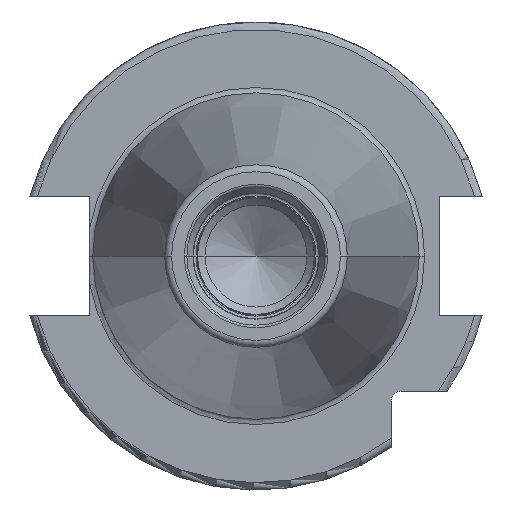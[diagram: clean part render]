
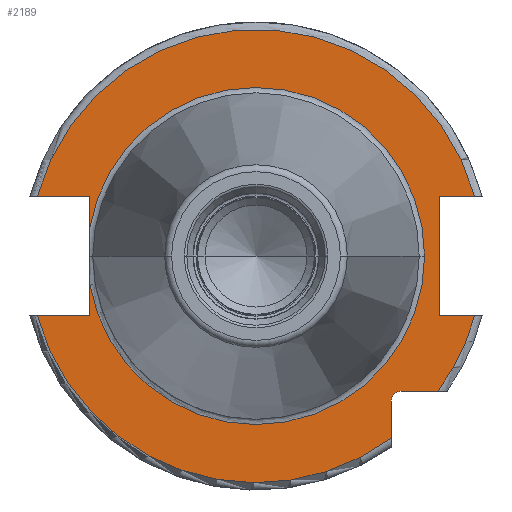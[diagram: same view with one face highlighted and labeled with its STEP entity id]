
A CAD part, left-side view. The second image highlights one B-rep face of the part: STEP entity #2189.
In plain terms, the highlighted planar face has unit normal (-1, 0, 0).
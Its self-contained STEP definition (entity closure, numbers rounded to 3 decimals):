
#117=CARTESIAN_POINT('',(3.2,0.,0.));
#118=DIRECTION('',(-1.,0.,0.));
#119=DIRECTION('',(0.,0.986,-0.168));
#120=AXIS2_PLACEMENT_3D('',#117,#118,#119);
#470=DIRECTION('',(0.,-1.,0.));
#471=VECTOR('',#470,4.99);
#472=CARTESIAN_POINT('',(3.2,-19.7,-18.35));
#473=LINE('',#472,#471);
#474=DIRECTION('',(0.,0.,1.));
#475=VECTOR('',#474,4.99);
#476=CARTESIAN_POINT('',(3.2,-18.35,-24.69));
#477=LINE('',#476,#475);
#478=CARTESIAN_POINT('',(3.2,0.,0.));
#479=DIRECTION('',(-1.,0.,0.));
#480=DIRECTION('',(0.,0.965,-0.263));
#481=AXIS2_PLACEMENT_3D('',#478,#479,#480);
#483=DIRECTION('',(0.,-1.,0.));
#484=VECTOR('',#483,7.127);
#485=CARTESIAN_POINT('',(3.2,29.677,-8.1));
#486=LINE('',#485,#484);
#487=DIRECTION('',(0.,0.,-1.));
#488=VECTOR('',#487,4.258);
#489=CARTESIAN_POINT('',(3.2,22.55,-3.842));
#490=LINE('',#489,#488);
#491=DIRECTION('',(0.,0.,-1.));
#492=VECTOR('',#491,4.258);
#493=CARTESIAN_POINT('',(3.2,22.55,8.1));
#494=LINE('',#493,#492);
#495=DIRECTION('',(0.,-1.,0.));
#496=VECTOR('',#495,7.127);
#497=CARTESIAN_POINT('',(3.2,29.677,8.1));
#498=LINE('',#497,#496);
#499=CARTESIAN_POINT('',(3.2,0.,0.));
#500=DIRECTION('',(1.,0.,0.));
#501=DIRECTION('',(0.,0.965,0.263));
#502=AXIS2_PLACEMENT_3D('',#499,#500,#501);
#504=DIRECTION('',(0.,1.,0.));
#505=VECTOR('',#504,4.827);
#506=CARTESIAN_POINT('',(3.2,-29.677,8.1));
#507=LINE('',#506,#505);
#508=DIRECTION('',(0.,0.,1.));
#509=VECTOR('',#508,16.2);
#510=CARTESIAN_POINT('',(3.2,-24.85,-8.1));
#511=LINE('',#510,#509);
#512=DIRECTION('',(0.,1.,0.));
#513=VECTOR('',#512,4.827);
#514=CARTESIAN_POINT('',(3.2,-29.677,-8.1));
#515=LINE('',#514,#513);
#516=CARTESIAN_POINT('',(3.2,0.,0.));
#517=DIRECTION('',(-1.,0.,0.));
#518=DIRECTION('',(0.,-0.803,-0.597));
#519=AXIS2_PLACEMENT_3D('',#516,#517,#518);
#530=CARTESIAN_POINT('',(3.2,-19.7,-19.7));
#531=DIRECTION('',(1.,0.,0.));
#532=DIRECTION('',(0.,1.,0.));
#533=AXIS2_PLACEMENT_3D('',#530,#531,#532);
#866=CARTESIAN_POINT('',(3.2,0.,0.));
#867=DIRECTION('',(1.,0.,0.));
#868=DIRECTION('',(0.,0.986,0.168));
#869=AXIS2_PLACEMENT_3D('',#866,#867,#868);
#1346=CARTESIAN_POINT('',(3.2,-22.875,0.));
#1348=VERTEX_POINT('',#1346);
#1496=CARTESIAN_POINT('',(3.2,29.677,8.1));
#1497=CARTESIAN_POINT('',(3.2,22.55,8.1));
#1498=VERTEX_POINT('',#1496);
#1499=VERTEX_POINT('',#1497);
#1500=CARTESIAN_POINT('',(3.2,22.55,3.842));
#1501=VERTEX_POINT('',#1500);
#1502=CARTESIAN_POINT('',(3.2,22.55,-3.842));
#1503=CARTESIAN_POINT('',(3.2,22.55,-8.1));
#1504=VERTEX_POINT('',#1502);
#1505=VERTEX_POINT('',#1503);
#1506=CARTESIAN_POINT('',(3.2,29.677,-8.1));
#1507=VERTEX_POINT('',#1506);
#1508=CARTESIAN_POINT('',(3.2,-29.677,-8.1));
#1509=CARTESIAN_POINT('',(3.2,-24.85,-8.1));
#1510=VERTEX_POINT('',#1508);
#1511=VERTEX_POINT('',#1509);
#1512=CARTESIAN_POINT('',(3.2,-24.85,8.1));
#1513=VERTEX_POINT('',#1512);
#1514=CARTESIAN_POINT('',(3.2,-29.677,8.1));
#1515=VERTEX_POINT('',#1514);
#1539=CARTESIAN_POINT('',(3.2,-18.35,-24.69));
#1540=VERTEX_POINT('',#1539);
#1547=CARTESIAN_POINT('',(3.2,-19.7,-18.35));
#1548=CARTESIAN_POINT('',(3.2,-24.69,-18.35));
#1549=VERTEX_POINT('',#1547);
#1550=VERTEX_POINT('',#1548);
#1551=CARTESIAN_POINT('',(3.2,-18.35,-19.7));
#1552=VERTEX_POINT('',#1551);
#2160=CARTESIAN_POINT('',(3.2,0.,0.));
#2161=DIRECTION('',(1.,0.,0.));
#2162=DIRECTION('',(0.,-1.,0.));
#2163=AXIS2_PLACEMENT_3D('',#2160,#2161,#2162);
#2164=PLANE('',#2163);
#2166=ORIENTED_EDGE('',*,*,#2165,.F.);
#2168=ORIENTED_EDGE('',*,*,#2167,.F.);
#2169=ORIENTED_EDGE('',*,*,#1831,.F.);
#2171=ORIENTED_EDGE('',*,*,#2170,.F.);
#2172=ORIENTED_EDGE('',*,*,#1889,.T.);
#2173=ORIENTED_EDGE('',*,*,#1759,.F.);
#2174=ORIENTED_EDGE('',*,*,#1740,.T.);
#2176=ORIENTED_EDGE('',*,*,#2175,.F.);
#2177=ORIENTED_EDGE('',*,*,#1754,.F.);
#2178=ORIENTED_EDGE('',*,*,#1958,.F.);
#2179=ORIENTED_EDGE('',*,*,#2155,.T.);
#2180=ORIENTED_EDGE('',*,*,#2016,.T.);
#2182=ORIENTED_EDGE('',*,*,#2181,.F.);
#2184=ORIENTED_EDGE('',*,*,#2183,.F.);
#2186=ORIENTED_EDGE('',*,*,#2185,.F.);
#2187=EDGE_LOOP('',(#2166,#2168,#2169,#2171,#2172,#2173,#2174,#2176,#2177,#2178,
#2179,#2180,#2182,#2184,#2186));
#2188=FACE_OUTER_BOUND('',#2187,.F.);
#2189=ADVANCED_FACE('',(#2188),#2164,.F.);
#121=CIRCLE('',#120,22.875);
#482=CIRCLE('',#481,30.763);
#503=CIRCLE('',#502,30.763);
#520=CIRCLE('',#519,30.763);
#534=CIRCLE('',#533,1.35);
#870=CIRCLE('',#869,22.875);
#1740=EDGE_CURVE('',#1504,#1348,#121,.T.);
#1754=EDGE_CURVE('',#1499,#1501,#494,.T.);
#1759=EDGE_CURVE('',#1504,#1505,#490,.T.);
#1831=EDGE_CURVE('',#1540,#1552,#477,.T.);
#1889=EDGE_CURVE('',#1507,#1505,#486,.T.);
#1958=EDGE_CURVE('',#1498,#1499,#498,.T.);
#2016=EDGE_CURVE('',#1515,#1513,#507,.T.);
#2155=EDGE_CURVE('',#1498,#1515,#503,.T.);
#2165=EDGE_CURVE('',#1549,#1550,#473,.T.);
#2167=EDGE_CURVE('',#1552,#1549,#534,.T.);
#2170=EDGE_CURVE('',#1507,#1540,#482,.T.);
#2175=EDGE_CURVE('',#1501,#1348,#870,.T.);
#2181=EDGE_CURVE('',#1511,#1513,#511,.T.);
#2183=EDGE_CURVE('',#1510,#1511,#515,.T.);
#2185=EDGE_CURVE('',#1550,#1510,#520,.T.);
